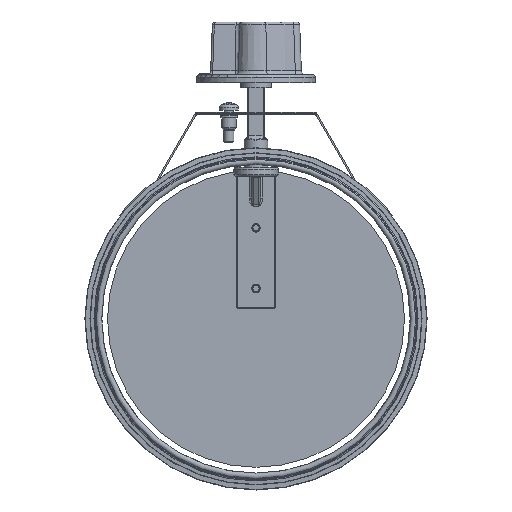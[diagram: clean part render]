
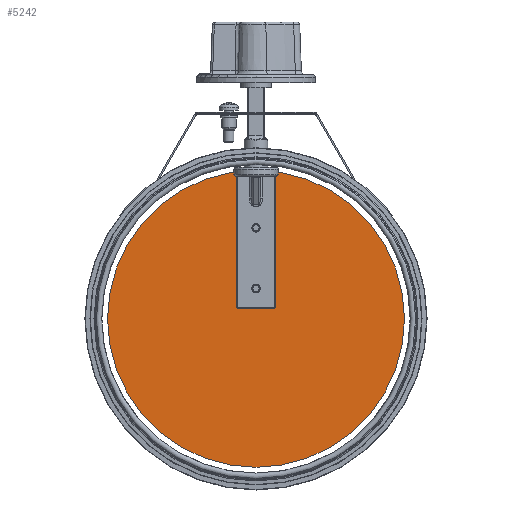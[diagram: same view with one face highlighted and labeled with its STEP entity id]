
A CAD part, front view. The second image highlights one B-rep face of the part: STEP entity #5242.
In plain terms, the highlighted face is planar.
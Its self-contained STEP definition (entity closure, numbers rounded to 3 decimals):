
#5213=CARTESIAN_POINT('',(73.5,0.,0.0));
#5214=VERTEX_POINT('',#5213);
#5215=CARTESIAN_POINT('',(0.0,0.0,0.0));
#5216=DIRECTION('',(0.0,0.0,-1.0));
#5217=DIRECTION('',(-1.0,0.0,0.0));
#5218=AXIS2_PLACEMENT_3D('',#5215,#5216,#5217);
#5219=CIRCLE('',#5218,73.5);
#5220=EDGE_CURVE('',#5214,#5214,#5219,.T.);
#5234=CARTESIAN_POINT('',(0.0,0.0,0.0));
#5235=DIRECTION('',(0.0,0.0,-1.0));
#5236=DIRECTION('',(-1.0,0.0,0.0));
#5237=AXIS2_PLACEMENT_3D('',#5234,#5235,#5236);
#5238=PLANE('',#5237);
#5239=ORIENTED_EDGE('',*,*,#5220,.T.);
#5240=EDGE_LOOP('',(#5239));
#5241=FACE_OUTER_BOUND('',#5240,.T.);
#5242=ADVANCED_FACE('',(#5241),#5238,.T.);
